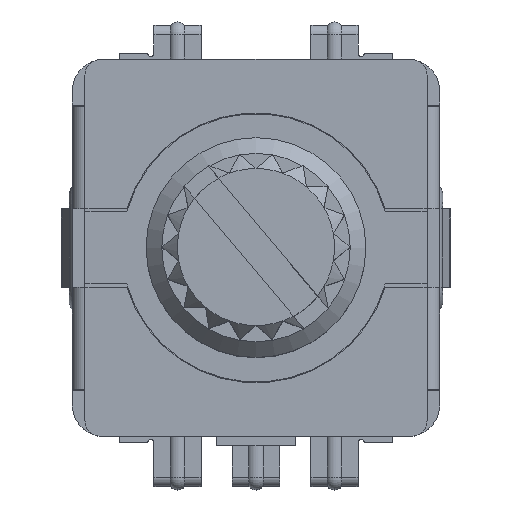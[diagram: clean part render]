
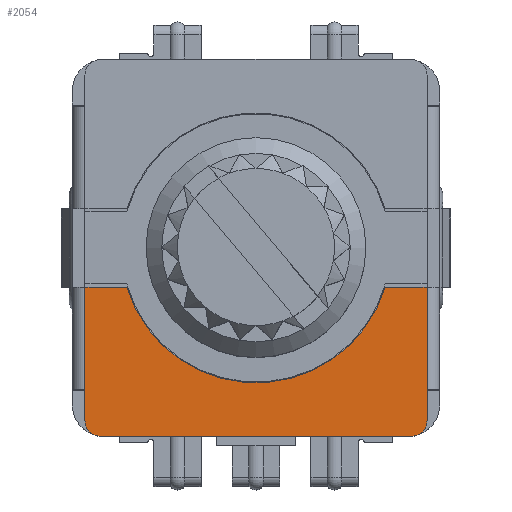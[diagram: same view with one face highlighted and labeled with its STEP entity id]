
A CAD part, top view. The second image highlights one B-rep face of the part: STEP entity #2054.
In plain terms, the highlighted planar face has unit normal (0, 0, 1).
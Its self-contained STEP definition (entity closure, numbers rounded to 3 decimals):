
#2054=ADVANCED_FACE('',(#6092),#6094,.T.);
#6092=FACE_BOUND('',#6093,.T.);
#6093=EDGE_LOOP('',(#9534,#9535,#9536,#9537,#9538,#9539,#9540,#9541,#9542,#9543,
#9544,#9545));
#6094=PLANE('',#6095);
#6095=AXIS2_PLACEMENT_3D('',#6096,#6097,#6098);
#6096=CARTESIAN_POINT('',(0.,0.,1.7));
#6097=DIRECTION('',(0.,0.,1.));
#6098=DIRECTION('',(1.,0.,0.));
#9534=ORIENTED_EDGE('',*,*,#11459,.T.);
#9535=ORIENTED_EDGE('',*,*,#11492,.T.);
#9536=ORIENTED_EDGE('',*,*,#11439,.T.);
#9537=ORIENTED_EDGE('',*,*,#11442,.T.);
#9538=ORIENTED_EDGE('',*,*,#11444,.T.);
#9539=ORIENTED_EDGE('',*,*,#11446,.T.);
#9540=ORIENTED_EDGE('',*,*,#11448,.T.);
#9541=ORIENTED_EDGE('',*,*,#11450,.T.);
#9542=ORIENTED_EDGE('',*,*,#11452,.T.);
#9543=ORIENTED_EDGE('',*,*,#11493,.T.);
#9544=ORIENTED_EDGE('',*,*,#11455,.T.);
#9545=ORIENTED_EDGE('',*,*,#11456,.T.);
#11439=EDGE_CURVE('',#12919,#12917,#12920,.F.);
#11442=EDGE_CURVE('',#12917,#12922,#12924,.T.);
#11444=EDGE_CURVE('',#12922,#12925,#12927,.T.);
#11446=EDGE_CURVE('',#12925,#12928,#12930,.T.);
#11448=EDGE_CURVE('',#12928,#12931,#12933,.T.);
#11450=EDGE_CURVE('',#12931,#12934,#12936,.T.);
#11452=EDGE_CURVE('',#12934,#12937,#12939,.F.);
#11455=EDGE_CURVE('',#12940,#12942,#12944,.F.);
#11456=EDGE_CURVE('',#12942,#12945,#12946,.F.);
#11459=EDGE_CURVE('',#12945,#12948,#12950,.F.);
#11492=EDGE_CURVE('',#12948,#12919,#12998,.T.);
#11493=EDGE_CURVE('',#12937,#12940,#12999,.T.);
#12917=VERTEX_POINT('',#16227);
#12919=VERTEX_POINT('',#16231);
#12920=LINE('',#16232,#16233);
#12922=VERTEX_POINT('',#16238);
#12924=LINE('',#16242,#16243);
#12925=VERTEX_POINT('',#16245);
#12927=CIRCLE('',#16249,0.5);
#12928=VERTEX_POINT('',#16253);
#12930=LINE('',#16257,#16258);
#12931=VERTEX_POINT('',#16260);
#12933=CIRCLE('',#16264,0.5);
#12934=VERTEX_POINT('',#16268);
#12936=LINE('',#16272,#16273);
#12937=VERTEX_POINT('',#16275);
#12939=LINE('',#16279,#16280);
#12940=VERTEX_POINT('',#16282);
#12942=VERTEX_POINT('',#16286);
#12944=LINE('',#16290,#16291);
#12945=VERTEX_POINT('',#16293);
#12946=CIRCLE('',#16294,4.3);
#12948=VERTEX_POINT('',#16301);
#12950=LINE('',#16305,#16306);
#12998=LINE('',#16424,#16425);
#12999=LINE('',#16427,#16428);
#16227=CARTESIAN_POINT('',(-5.45,-4.5,1.7));
#16231=CARTESIAN_POINT('',(-5.449,-4.5,1.7));
#16232=CARTESIAN_POINT('',(-5.45,-4.5,1.7));
#16233=VECTOR('',#16234,1.);
#16234=DIRECTION('',(1.,0.,0.));
#16238=CARTESIAN_POINT('',(-5.45,-5.5,1.7));
#16242=CARTESIAN_POINT('',(-5.45,-4.5,1.7));
#16243=VECTOR('',#16244,1.);
#16244=DIRECTION('',(0.,-1.,0.));
#16245=CARTESIAN_POINT('',(-4.95,-6.,1.7));
#16249=AXIS2_PLACEMENT_3D('',#16250,#16251,#16252);
#16250=CARTESIAN_POINT('',(-4.95,-5.5,1.7));
#16251=DIRECTION('',(0.,0.,1.));
#16252=DIRECTION('',(-1.,0.,0.));
#16253=CARTESIAN_POINT('',(4.95,-6.,1.7));
#16257=CARTESIAN_POINT('',(-4.95,-6.,1.7));
#16258=VECTOR('',#16259,1.);
#16259=DIRECTION('',(1.,0.,0.));
#16260=CARTESIAN_POINT('',(5.45,-5.5,1.7));
#16264=AXIS2_PLACEMENT_3D('',#16265,#16266,#16267);
#16265=CARTESIAN_POINT('',(4.95,-5.5,1.7));
#16266=DIRECTION('',(0.,0.,1.));
#16267=DIRECTION('',(0.,-1.,0.));
#16268=CARTESIAN_POINT('',(5.45,-4.5,1.7));
#16272=CARTESIAN_POINT('',(5.45,-5.5,1.7));
#16273=VECTOR('',#16274,1.);
#16274=DIRECTION('',(0.,1.,0.));
#16275=CARTESIAN_POINT('',(5.449,-4.5,1.7));
#16279=CARTESIAN_POINT('',(5.449,-4.5,1.7));
#16280=VECTOR('',#16281,1.);
#16281=DIRECTION('',(1.,0.,0.));
#16282=CARTESIAN_POINT('',(5.449,-1.25,1.7));
#16286=CARTESIAN_POINT('',(4.114,-1.25,1.7));
#16290=CARTESIAN_POINT('',(4.114,-1.25,1.7));
#16291=VECTOR('',#16292,1.);
#16292=DIRECTION('',(1.,0.,0.));
#16293=CARTESIAN_POINT('',(-4.114,-1.25,1.7));
#16294=AXIS2_PLACEMENT_3D('',#16295,#16296,#16297);
#16295=CARTESIAN_POINT('',(0.,0.,1.7));
#16296=DIRECTION('',(-0.,0.,1.));
#16297=DIRECTION('',(-0.957,-0.291,0.));
#16301=CARTESIAN_POINT('',(-5.449,-1.25,1.7));
#16305=CARTESIAN_POINT('',(-5.449,-1.25,1.7));
#16306=VECTOR('',#16307,1.);
#16307=DIRECTION('',(1.,0.,0.));
#16424=CARTESIAN_POINT('',(-5.449,-1.25,1.7));
#16425=VECTOR('',#16426,1.);
#16426=DIRECTION('',(0.,-1.,0.));
#16427=CARTESIAN_POINT('',(5.449,-4.5,1.7));
#16428=VECTOR('',#16429,1.);
#16429=DIRECTION('',(0.,1.,0.));
